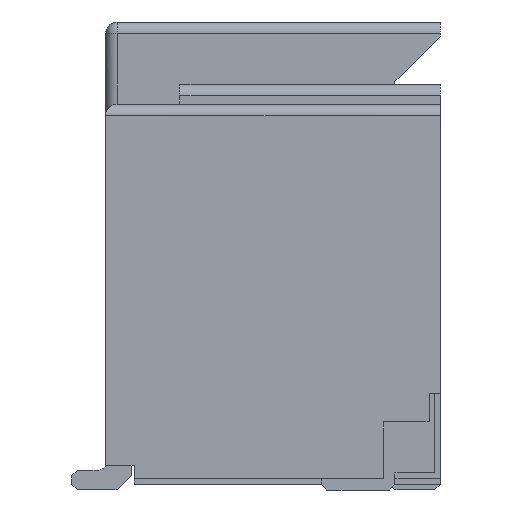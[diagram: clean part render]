
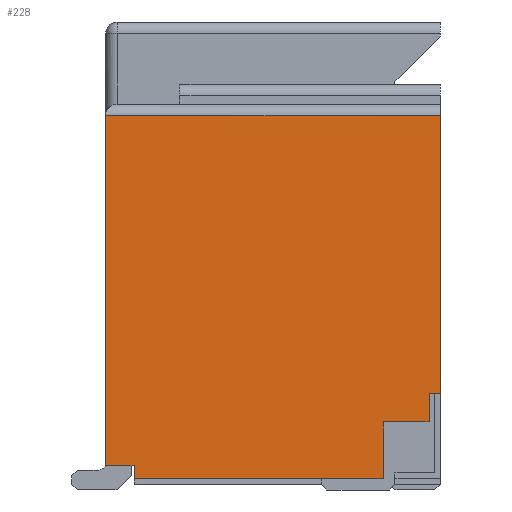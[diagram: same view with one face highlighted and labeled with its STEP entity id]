
A CAD part, left-side view. The second image highlights one B-rep face of the part: STEP entity #228.
In plain terms, the highlighted planar face has unit normal (-1, 0, 0).
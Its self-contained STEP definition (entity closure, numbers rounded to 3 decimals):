
#228=ADVANCED_FACE('',(#1626),#947,.F.);
#947=PLANE('',#13859);
#1626=FACE_OUTER_BOUND('',#2362,.T.);
#2362=EDGE_LOOP('',(#3407,#3408,#3409,#3410,#3411,#3412,#3413,#3414,#3415,
#3416));
#3407=ORIENTED_EDGE('',*,*,#8348,.F.);
#3408=ORIENTED_EDGE('',*,*,#8494,.T.);
#3409=ORIENTED_EDGE('',*,*,#8495,.T.);
#3410=ORIENTED_EDGE('',*,*,#8288,.F.);
#3411=ORIENTED_EDGE('',*,*,#8496,.F.);
#3412=ORIENTED_EDGE('',*,*,#8497,.T.);
#3413=ORIENTED_EDGE('',*,*,#8219,.T.);
#3414=ORIENTED_EDGE('',*,*,#8222,.T.);
#3415=ORIENTED_EDGE('',*,*,#8224,.T.);
#3416=ORIENTED_EDGE('',*,*,#8215,.T.);
#6946=VERTEX_POINT('',#18056);
#6951=VERTEX_POINT('',#18065);
#6953=VERTEX_POINT('',#18070);
#6955=VERTEX_POINT('',#18074);
#6957=VERTEX_POINT('',#18080);
#7019=VERTEX_POINT('',#18214);
#7020=VERTEX_POINT('',#18215);
#7078=VERTEX_POINT('',#18335);
#7212=VERTEX_POINT('',#18625);
#7213=VERTEX_POINT('',#18628);
#8215=EDGE_CURVE('',#6946,#6951,#10136,.T.);
#8219=EDGE_CURVE('',#6953,#6955,#10140,.T.);
#8222=EDGE_CURVE('',#6955,#6957,#10143,.T.);
#8224=EDGE_CURVE('',#6957,#6946,#10145,.T.);
#8288=EDGE_CURVE('',#7019,#7020,#10209,.T.);
#8348=EDGE_CURVE('',#7078,#6951,#10266,.T.);
#8494=EDGE_CURVE('',#7078,#7212,#10409,.T.);
#8495=EDGE_CURVE('',#7212,#7020,#10410,.T.);
#8496=EDGE_CURVE('',#7213,#7019,#10411,.T.);
#8497=EDGE_CURVE('',#7213,#6953,#10412,.T.);
#10136=LINE('',#18066,#11987);
#10140=LINE('',#18075,#11991);
#10143=LINE('',#18081,#11994);
#10145=LINE('',#18084,#11996);
#10209=LINE('',#18213,#12060);
#10266=LINE('',#18336,#12117);
#10409=LINE('',#18624,#12260);
#10410=LINE('',#18626,#12261);
#10411=LINE('',#18627,#12262);
#10412=LINE('',#18629,#12263);
#11987=VECTOR('',#14630,1.);
#11991=VECTOR('',#14636,1.);
#11994=VECTOR('',#14641,1.);
#11996=VECTOR('',#14645,1.);
#12060=VECTOR('',#14717,1.);
#12117=VECTOR('',#14786,1.);
#12260=VECTOR('',#14953,1.);
#12261=VECTOR('',#14954,1.);
#12262=VECTOR('',#14955,1.);
#12263=VECTOR('',#14956,1.);
#13859=AXIS2_PLACEMENT_3D('',#18630,#14957,#14958);
#14630=DIRECTION('',(0.,-1.,0.));
#14636=DIRECTION('',(0.,0.,1.));
#14641=DIRECTION('',(0.,-1.,0.));
#14645=DIRECTION('',(0.,0.,1.));
#14717=DIRECTION('',(0.,1.,0.));
#14786=DIRECTION('',(0.,0.,-1.));
#14953=DIRECTION('',(0.,1.,0.));
#14954=DIRECTION('',(0.,0.,-1.));
#14955=DIRECTION('',(0.,0.,1.));
#14956=DIRECTION('',(0.,-1.,0.));
#14957=DIRECTION('',(1.,0.,0.));
#14958=DIRECTION('',(0.,1.,0.));
#18056=CARTESIAN_POINT('',(-11.5,1.09,0.225));
#18065=CARTESIAN_POINT('',(-11.5,0.89,0.225));
#18066=CARTESIAN_POINT('',(-11.5,1.09,0.225));
#18070=CARTESIAN_POINT('',(-11.5,1.89,-1.275));
#18074=CARTESIAN_POINT('',(-11.5,1.89,-0.275));
#18075=CARTESIAN_POINT('',(-11.5,1.89,-1.275));
#18080=CARTESIAN_POINT('',(-11.5,1.09,-0.275));
#18081=CARTESIAN_POINT('',(-11.5,1.89,-0.275));
#18084=CARTESIAN_POINT('',(-11.5,1.09,-0.275));
#18213=CARTESIAN_POINT('',(-11.5,6.79,-1.045));
#18214=CARTESIAN_POINT('',(-11.5,6.29,-1.045));
#18215=CARTESIAN_POINT('',(-11.5,6.79,-1.045));
#18335=CARTESIAN_POINT('',(-11.5,0.89,5.125));
#18336=CARTESIAN_POINT('',(-11.5,0.89,5.325));
#18624=CARTESIAN_POINT('',(-11.5,6.79,5.125));
#18625=CARTESIAN_POINT('',(-11.5,6.79,5.125));
#18626=CARTESIAN_POINT('',(-11.5,6.79,5.325));
#18627=CARTESIAN_POINT('',(-11.5,6.29,-1.045));
#18628=CARTESIAN_POINT('',(-11.5,6.29,-1.275));
#18629=CARTESIAN_POINT('',(-11.5,59.3,-1.275));
#18630=CARTESIAN_POINT('',(-11.5,6.79,5.325));
